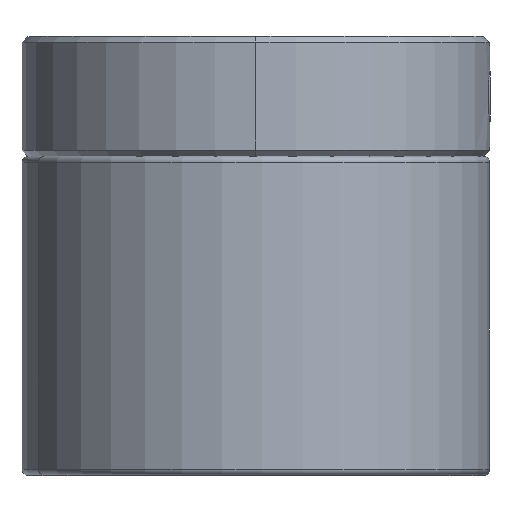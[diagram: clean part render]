
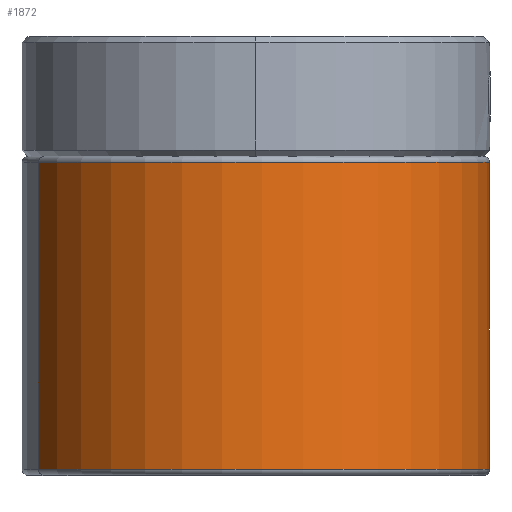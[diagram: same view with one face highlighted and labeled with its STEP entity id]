
A CAD part, top view. The second image highlights one B-rep face of the part: STEP entity #1872.
In plain terms, the highlighted cylindrical face has radius 19.5 mm (diameter 39 mm), a partial arc.
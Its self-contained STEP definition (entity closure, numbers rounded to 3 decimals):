
#52 = VECTOR ( 'NONE', #735, 1000. ) ;
#69 = ORIENTED_EDGE ( 'NONE', *, *, #2369, .F. ) ;
#129 = DIRECTION ( 'NONE',  ( 1., 0., 0. ) ) ;
#167 = DIRECTION ( 'NONE',  ( 0., 0., -1. ) ) ;
#302 = DIRECTION ( 'NONE',  ( -1., 0., 0. ) ) ;
#319 = EDGE_CURVE ( 'NONE', #1466, #2598, #508, .T. ) ;
#417 = VERTEX_POINT ( 'NONE', #428 ) ;
#428 = CARTESIAN_POINT ( 'NONE',  ( -19.5, 0., 26.1 ) ) ;
#483 = CIRCLE ( 'NONE', #2156, 19.5 ) ;
#508 = CIRCLE ( 'NONE', #3021, 19.5 ) ;
#527 = DIRECTION ( 'NONE',  ( 0., 0., -1. ) ) ;
#643 = ORIENTED_EDGE ( 'NONE', *, *, #1052, .T. ) ;
#735 = DIRECTION ( 'NONE',  ( 0., 0., -1. ) ) ;
#1052 = EDGE_CURVE ( 'NONE', #417, #1900, #483, .T. ) ;
#1072 = CARTESIAN_POINT ( 'NONE',  ( 0., 0., 26.6 ) ) ;
#1138 = CARTESIAN_POINT ( 'NONE',  ( 19.5, 0., 26.1 ) ) ;
#1145 = DIRECTION ( 'NONE',  ( 1., 0., 0. ) ) ;
#1272 = CARTESIAN_POINT ( 'NONE',  ( -19.5, 0., 26.6 ) ) ;
#1373 = DIRECTION ( 'NONE',  ( 0., 0., 1. ) ) ;
#1466 = VERTEX_POINT ( 'NONE', #3366 ) ;
#1484 = ORIENTED_EDGE ( 'NONE', *, *, #2069, .T. ) ;
#1791 = CARTESIAN_POINT ( 'NONE',  ( 0., 0., 26.1 ) ) ;
#1818 = AXIS2_PLACEMENT_3D ( 'NONE', #1072, #527, #302 ) ;
#1872 = ADVANCED_FACE ( 'NONE', ( #2191 ), #2808, .T. ) ;
#1900 = VERTEX_POINT ( 'NONE', #1138 ) ;
#2033 = DIRECTION ( 'NONE',  ( 0., 0., -1. ) ) ;
#2069 = EDGE_CURVE ( 'NONE', #1900, #1466, #2943, .T. ) ;
#2156 = AXIS2_PLACEMENT_3D ( 'NONE', #1791, #167, #129 ) ;
#2175 = ORIENTED_EDGE ( 'NONE', *, *, #319, .T. ) ;
#2191 = FACE_OUTER_BOUND ( 'NONE', #3437, .T. ) ;
#2255 = CARTESIAN_POINT ( 'NONE',  ( 0., 0., 0.5 ) ) ;
#2282 = CARTESIAN_POINT ( 'NONE',  ( -19.5, 0., 0.5 ) ) ;
#2287 = VECTOR ( 'NONE', #2033, 1000. ) ;
#2369 = EDGE_CURVE ( 'NONE', #417, #2598, #3510, .T. ) ;
#2598 = VERTEX_POINT ( 'NONE', #2282 ) ;
#2808 = CYLINDRICAL_SURFACE ( 'NONE', #1818, 19.5 ) ;
#2943 = LINE ( 'NONE', #3158, #2287 ) ;
#3021 = AXIS2_PLACEMENT_3D ( 'NONE', #2255, #1373, #1145 ) ;
#3158 = CARTESIAN_POINT ( 'NONE',  ( 19.5, 0., 26.6 ) ) ;
#3366 = CARTESIAN_POINT ( 'NONE',  ( 19.5, 0., 0.5 ) ) ;
#3437 = EDGE_LOOP ( 'NONE', ( #643, #1484, #2175, #69 ) ) ;
#3510 = LINE ( 'NONE', #1272, #52 ) ;
